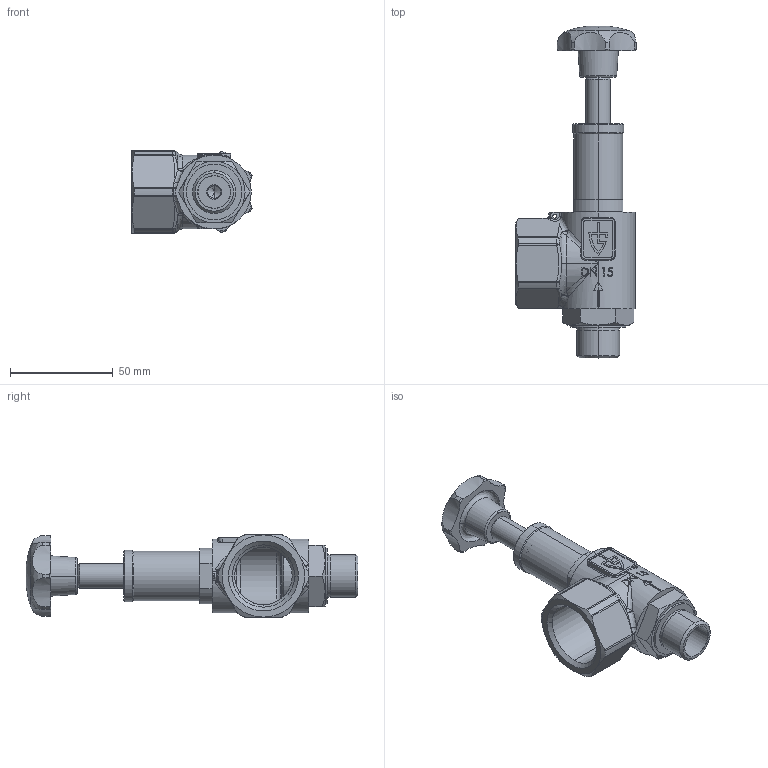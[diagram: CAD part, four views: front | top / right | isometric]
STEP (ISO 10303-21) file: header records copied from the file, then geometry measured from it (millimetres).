
FILE_DESCRIPTION (( 'STEP AP214' ), '1' );
FILE_NAME ('853bGFO-15-M-F-15-25.STEP', '2023-07-06T06:03:59', ( '' ), ( '' ), 'SwSTEP 2.0', 'SolidWorks 2022', '' );
FILE_SCHEMA (( 'AUTOMOTIVE_DESIGN' ));
Length unit declared in the file: millimetre
Products named in the file (1): 853bGFO-15-M-F-15-25
Bounding box: 58.4 x 161.53 x 40 mm (x, y, z)
Volume: 69865.5 mm3; surface area: 37757.6 mm2
Topology: 6 solids, 6 shells, 565 faces, 1384 edges, 839 vertices
Faces by surface type: bspline 158, cylinder 146, plane 143, cone 74, torus 32, sphere 12
Entity records: 28329 total; most frequent: CARTESIAN_POINT 9877, ORIENTED_EDGE 2736, DIRECTION 2289, EDGE_CURVE 1368, AXIS2_PLACEMENT_3D 909, VERTEX_POINT 839, EDGE_LOOP 601, UNCERTAINTY_MEASURE_WITH_UNIT 573
